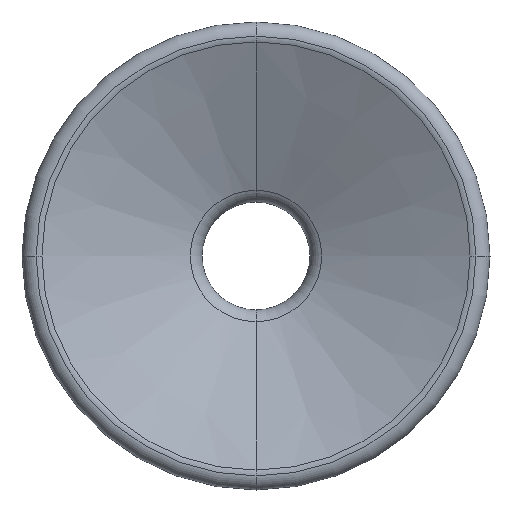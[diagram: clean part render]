
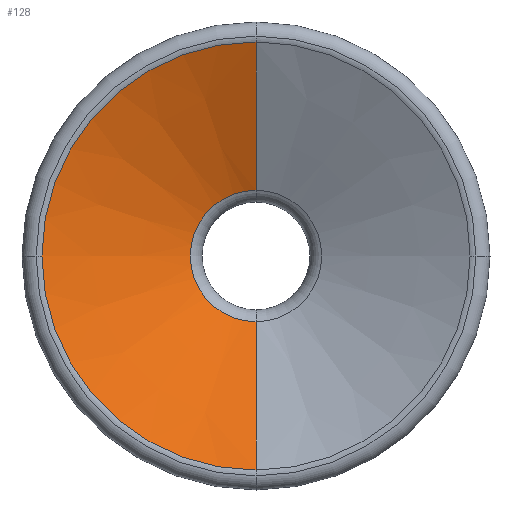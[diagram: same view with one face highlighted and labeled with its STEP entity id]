
A CAD part, front view. The second image highlights one B-rep face of the part: STEP entity #128.
In plain terms, the highlighted conical face has half-angle 66.108 degrees and reference radius 7.548 mm.
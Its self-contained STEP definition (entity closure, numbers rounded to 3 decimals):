
#128=ADVANCED_FACE('',(#322),#323,.F.);
#322=FACE_OUTER_BOUND('',#584,.T.);
#323=CONICAL_SURFACE('',#585,7.548,1.154);
#584=EDGE_LOOP('',(#3650,#3651,#3652,#3653,#3654));
#585=AXIS2_PLACEMENT_3D('',#3655,#3656,#3657);
#3650=ORIENTED_EDGE('',*,*,#4199,.T.);
#3651=ORIENTED_EDGE('',*,*,#4251,.T.);
#3652=ORIENTED_EDGE('',*,*,#4252,.F.);
#3653=ORIENTED_EDGE('',*,*,#4253,.F.);
#3654=ORIENTED_EDGE('',*,*,#4254,.F.);
#3655=CARTESIAN_POINT('',(0.0,-11.457,0.0));
#3656=DIRECTION('',(0.0,-1.0,-0.0));
#3657=DIRECTION('',(0.0,0.0,-1.0));
#4199=EDGE_CURVE('',#4487,#4491,#4493,.T.);
#4251=EDGE_CURVE('',#4491,#4579,#4580,.T.);
#4252=EDGE_CURVE('',#4581,#4579,#4582,.T.);
#4253=EDGE_CURVE('',#4472,#4581,#4583,.T.);
#4254=EDGE_CURVE('',#4487,#4472,#4584,.T.);
#4472=VERTEX_POINT('',#4883);
#4487=VERTEX_POINT('',#4898);
#4491=VERTEX_POINT('',#4902);
#4493=CIRCLE('',#4904,2.316);
#4579=VERTEX_POINT('',#5340);
#4580=LINE('',#5341,#5342);
#4581=VERTEX_POINT('',#5343);
#4582=CIRCLE('',#5344,7.548);
#4583=CIRCLE('',#5345,7.548);
#4584=LINE('',#5346,#5347);
#4883=CARTESIAN_POINT('',(0.0,-11.457,-7.548));
#4898=CARTESIAN_POINT('',(0.,-9.14,-2.316));
#4902=CARTESIAN_POINT('',(0.0,-9.14,2.316));
#4904=AXIS2_PLACEMENT_3D('',#6537,#6538,#6539);
#5340=CARTESIAN_POINT('',(0.0,-11.457,7.548));
#5341=CARTESIAN_POINT('',(0.,-11.457,7.548));
#5342=VECTOR('',#6607,1000.0);
#5343=CARTESIAN_POINT('',(-7.548,-11.457,0.0));
#5344=AXIS2_PLACEMENT_3D('',#6608,#6609,#6610);
#5345=AXIS2_PLACEMENT_3D('',#6611,#6612,#6613);
#5346=CARTESIAN_POINT('',(0.0,-11.457,-7.548));
#5347=VECTOR('',#6614,1000.0);
#6537=CARTESIAN_POINT('',(0.0,-9.14,0.0));
#6538=DIRECTION('',(0.0,1.0,0.0));
#6539=DIRECTION('',(0.0,0.0,1.0));
#6607=DIRECTION('',(0.,-0.405,0.914));
#6608=CARTESIAN_POINT('',(0.0,-11.457,0.0));
#6609=DIRECTION('',(0.0,1.0,0.0));
#6610=DIRECTION('',(0.0,0.0,1.0));
#6611=CARTESIAN_POINT('',(0.0,-11.457,0.0));
#6612=DIRECTION('',(0.0,1.0,0.0));
#6613=DIRECTION('',(0.0,0.0,1.0));
#6614=DIRECTION('',(0.0,-0.405,-0.914));
